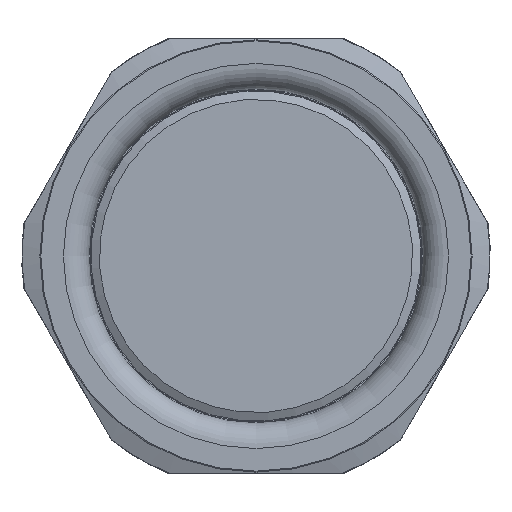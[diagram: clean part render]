
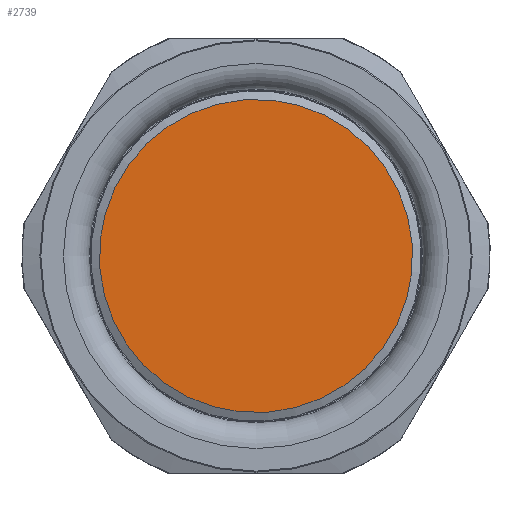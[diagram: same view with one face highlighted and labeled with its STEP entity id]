
A CAD part, left-side view. The second image highlights one B-rep face of the part: STEP entity #2739.
In plain terms, the highlighted face is planar.
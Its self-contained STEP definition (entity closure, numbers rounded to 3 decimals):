
#393=PLANE('',#3204);
#753=FACE_OUTER_BOUND('',#1069,.T.);
#1069=EDGE_LOOP('',(#2496));
#1258=CIRCLE('',#3203,30.66);
#1505=VERTEX_POINT('',#16088);
#1834=EDGE_CURVE('',#1505,#1505,#1258,.T.);
#2496=ORIENTED_EDGE('',*,*,#1834,.T.);
#2739=ADVANCED_FACE('',(#753),#393,.T.);
#3203=AXIS2_PLACEMENT_3D('',#16089,#4023,#4024);
#3204=AXIS2_PLACEMENT_3D('',#16090,#4025,#4026);
#4023=DIRECTION('center_axis',(1.,0.,0.));
#4024=DIRECTION('ref_axis',(0.,0.,-1.));
#4025=DIRECTION('center_axis',(1.,0.,0.));
#4026=DIRECTION('ref_axis',(0.,0.,-1.));
#16088=CARTESIAN_POINT('',(0.84,30.66,0.));
#16089=CARTESIAN_POINT('Origin',(0.84,0.,0.));
#16090=CARTESIAN_POINT('Origin',(0.84,0.,
0.));
